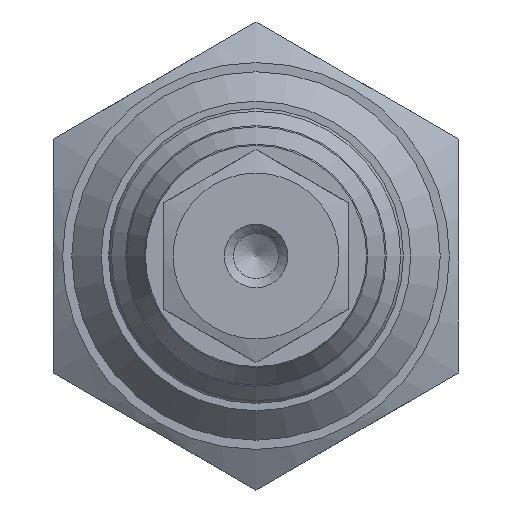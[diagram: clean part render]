
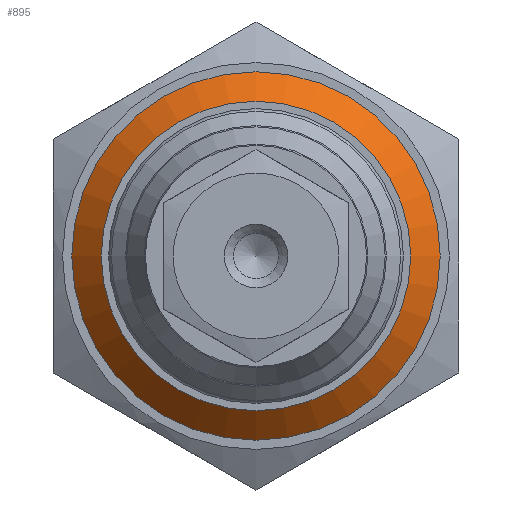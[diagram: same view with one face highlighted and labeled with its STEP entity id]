
A CAD part, left-side view. The second image highlights one B-rep face of the part: STEP entity #895.
In plain terms, the highlighted conical face has half-angle 45 degrees and reference radius 9.2 mm.
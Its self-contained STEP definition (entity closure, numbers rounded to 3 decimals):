
#895=ADVANCED_FACE('',(#1837,#1839),#1841,.T.);
#1837=FACE_OUTER_BOUND('',#1838,.T.);
#1838=EDGE_LOOP('',(#2589));
#1839=FACE_OUTER_BOUND('',#1840,.T.);
#1840=EDGE_LOOP('',(#2590));
#1841=CONICAL_SURFACE('',#1842,9.2,0.785);
#1842=AXIS2_PLACEMENT_3D('',#1843,#1844,#1845);
#1843=CARTESIAN_POINT('',(-20.7,0.,0.));
#1844=DIRECTION('',(1.,0.,-0.));
#1845=DIRECTION('',(-0.,0.,-1.));
#2589=ORIENTED_EDGE('',*,*,#2866,.T.);
#2590=ORIENTED_EDGE('',*,*,#2864,.F.);
#2864=EDGE_CURVE('',#3166,#3166,#3167,.T.);
#2866=EDGE_CURVE('',#3170,#3170,#3171,.T.);
#3166=VERTEX_POINT('',#4729);
#3167=CIRCLE('',#4730,8.4);
#3170=VERTEX_POINT('',#4739);
#3171=CIRCLE('',#4740,10.);
#4729=CARTESIAN_POINT('',(-21.5,0.,8.4));
#4730=AXIS2_PLACEMENT_3D('',#4731,#4732,#4733);
#4731=CARTESIAN_POINT('',(-21.5,0.,0.));
#4732=DIRECTION('',(-1.,-0.,-0.));
#4733=DIRECTION('',(0.,0.,1.));
#4739=CARTESIAN_POINT('',(-19.9,0.,10.));
#4740=AXIS2_PLACEMENT_3D('',#4741,#4742,#4743);
#4741=CARTESIAN_POINT('',(-19.9,0.,0.));
#4742=DIRECTION('',(-1.,-0.,0.));
#4743=DIRECTION('',(0.,0.,1.));
